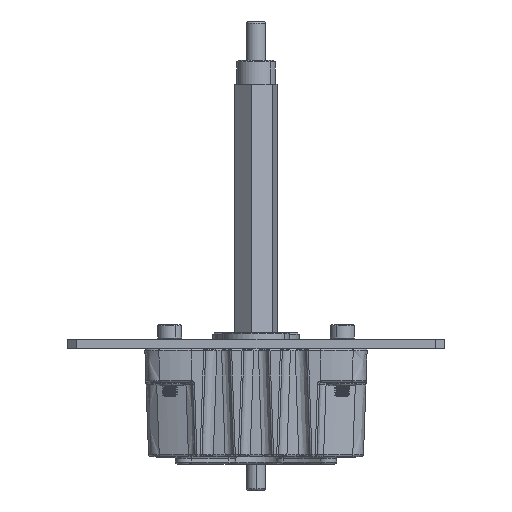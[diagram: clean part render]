
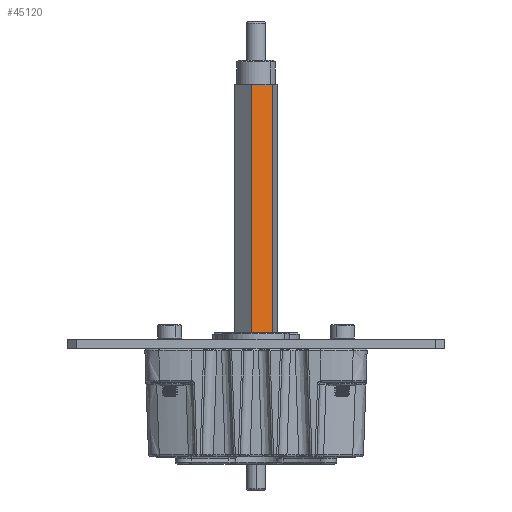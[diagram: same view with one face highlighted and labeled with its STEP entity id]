
A CAD part, left-side view. The second image highlights one B-rep face of the part: STEP entity #45120.
In plain terms, the highlighted face is planar.
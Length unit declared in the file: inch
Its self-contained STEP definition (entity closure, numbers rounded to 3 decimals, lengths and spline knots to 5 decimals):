
#1437 = ORIENTED_EDGE ( 'NONE', *, *, #45160, .F. ) ;
#3328 = ORIENTED_EDGE ( 'NONE', *, *, #19401, .F. ) ;
#3896 = VERTEX_POINT ( 'NONE', #34413 ) ;
#3964 = DIRECTION ( 'NONE',  ( 0., -0.5, -0.866 ) ) ;
#4227 = CARTESIAN_POINT ( 'NONE',  ( 4.79, 0.25, 0.14434 ) ) ;
#5053 = DIRECTION ( 'NONE',  ( 0., -0.866, 0.5 ) ) ;
#9596 = CARTESIAN_POINT ( 'NONE',  ( 4.79, 0., 0.28868 ) ) ;
#10340 = AXIS2_PLACEMENT_3D ( 'NONE', #26986, #3964, #44106 ) ;
#12958 = CARTESIAN_POINT ( 'NONE',  ( 4.79, 0.25, 0.14434 ) ) ;
#13749 = ORIENTED_EDGE ( 'NONE', *, *, #67473, .T. ) ;
#14965 = DIRECTION ( 'NONE',  ( -1., 0., 0. ) ) ;
#15070 = EDGE_CURVE ( 'NONE', #42405, #3896, #69881, .T. ) ;
#15207 = CARTESIAN_POINT ( 'NONE',  ( 0.805, 0., 0.28868 ) ) ;
#16306 = CARTESIAN_POINT ( 'NONE',  ( 4.79, 0.25, 0.14434 ) ) ;
#18488 = VECTOR ( 'NONE', #39009, 39.37008 ) ;
#19315 = EDGE_LOOP ( 'NONE', ( #13749, #30509, #1437, #3328, #65461 ) ) ;
#19401 = EDGE_CURVE ( 'NONE', #42405, #33480, #32352, .T. ) ;
#23639 = EDGE_CURVE ( 'NONE', #55675, #39016, #42157, .T. ) ;
#25368 = DIRECTION ( 'NONE',  ( 0., -0.866, 0.5 ) ) ;
#26986 = CARTESIAN_POINT ( 'NONE',  ( 4.79, 0.25, 0.14434 ) ) ;
#30509 = ORIENTED_EDGE ( 'NONE', *, *, #23639, .F. ) ;
#30589 = CARTESIAN_POINT ( 'NONE',  ( 0.805, 0.25, 0.14434 ) ) ;
#30962 = LINE ( 'NONE', #30589, #34165 ) ;
#32352 = LINE ( 'NONE', #16306, #18488 ) ;
#33480 = VERTEX_POINT ( 'NONE', #35326 ) ;
#34165 = VECTOR ( 'NONE', #25368, 39.37008 ) ;
#34413 = CARTESIAN_POINT ( 'NONE',  ( 0.805, 0.25, 0.14434 ) ) ;
#35326 = CARTESIAN_POINT ( 'NONE',  ( 4.79, 0.125, 0.21651 ) ) ;
#36968 = CARTESIAN_POINT ( 'NONE',  ( 4.79, 0., 0.28868 ) ) ;
#39009 = DIRECTION ( 'NONE',  ( 0., -0.866, 0.5 ) ) ;
#39016 = VERTEX_POINT ( 'NONE', #15207 ) ;
#42157 = LINE ( 'NONE', #36968, #64669 ) ;
#42405 = VERTEX_POINT ( 'NONE', #4227 ) ;
#44106 = DIRECTION ( 'NONE',  ( 0., 0.866, -0.5 ) ) ;
#45120 = ADVANCED_FACE ( 'NONE', ( #65342 ), #54909, .F. ) ;
#45160 = EDGE_CURVE ( 'NONE', #33480, #55675, #56356, .T. ) ;
#47487 = VECTOR ( 'NONE', #70258, 39.37008 ) ;
#54909 = PLANE ( 'NONE',  #10340 ) ;
#55465 = VECTOR ( 'NONE', #5053, 39.37008 ) ;
#55675 = VERTEX_POINT ( 'NONE', #9596 ) ;
#56356 = LINE ( 'NONE', #68247, #55465 ) ;
#64669 = VECTOR ( 'NONE', #14965, 39.37008 ) ;
#65342 = FACE_OUTER_BOUND ( 'NONE', #19315, .T. ) ;
#65461 = ORIENTED_EDGE ( 'NONE', *, *, #15070, .T. ) ;
#67473 = EDGE_CURVE ( 'NONE', #3896, #39016, #30962, .T. ) ;
#68247 = CARTESIAN_POINT ( 'NONE',  ( 4.79, 0.25, 0.14434 ) ) ;
#69881 = LINE ( 'NONE', #12958, #47487 ) ;
#70258 = DIRECTION ( 'NONE',  ( -1., 0., 0. ) ) ;
